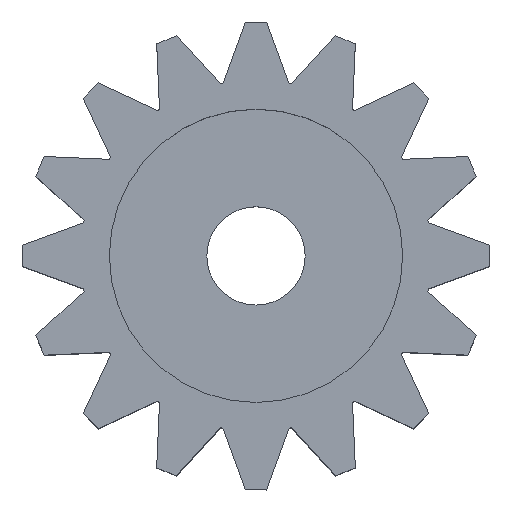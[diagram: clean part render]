
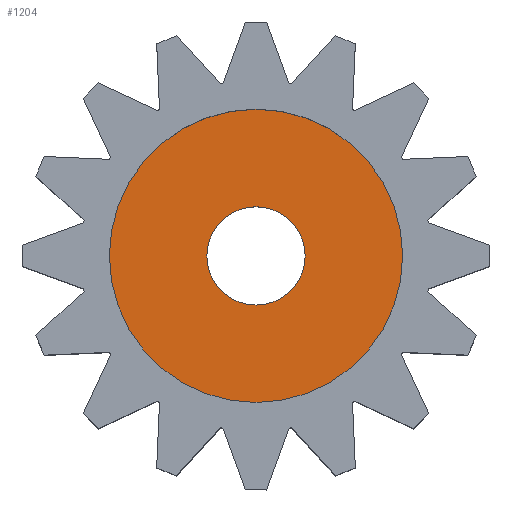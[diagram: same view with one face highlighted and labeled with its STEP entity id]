
A CAD part, top view. The second image highlights one B-rep face of the part: STEP entity #1204.
In plain terms, the highlighted planar face has unit normal (0, 0, 1).
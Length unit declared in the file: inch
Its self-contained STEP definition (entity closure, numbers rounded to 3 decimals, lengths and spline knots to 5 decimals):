
#81 = EDGE_LOOP ( 'NONE', ( #1442, #1546 ) ) ;
#176 = AXIS2_PLACEMENT_3D ( 'NONE', #312, #300, #243 ) ;
#243 = DIRECTION ( 'NONE',  ( 1., 0., 0. ) ) ;
#291 = VERTEX_POINT ( 'NONE', #331 ) ;
#300 = DIRECTION ( 'NONE',  ( 0., 0., 1. ) ) ;
#312 = CARTESIAN_POINT ( 'NONE',  ( 0., 0., 0.045 ) ) ;
#331 = CARTESIAN_POINT ( 'NONE',  ( -0.17625, 0., 0.045 ) ) ;
#396 = CARTESIAN_POINT ( 'NONE',  ( -0.05906, 0., 0.045 ) ) ;
#572 = AXIS2_PLACEMENT_3D ( 'NONE', #2422, #2387, #2380 ) ;
#699 = CIRCLE ( 'NONE', #1121, 0.05906 ) ;
#872 = VERTEX_POINT ( 'NONE', #396 ) ;
#1079 = FACE_OUTER_BOUND ( 'NONE', #1364, .T. ) ;
#1121 = AXIS2_PLACEMENT_3D ( 'NONE', #3988, #3412, #3114 ) ;
#1166 = VERTEX_POINT ( 'NONE', #2669 ) ;
#1204 = ADVANCED_FACE ( 'NONE', ( #1079, #2818 ), #2394, .T. ) ;
#1223 = AXIS2_PLACEMENT_3D ( 'NONE', #3735, #3728, #3724 ) ;
#1295 = EDGE_CURVE ( 'NONE', #2810, #291, #2332, .T. ) ;
#1331 = ORIENTED_EDGE ( 'NONE', *, *, #2469, .T. ) ;
#1364 = EDGE_LOOP ( 'NONE', ( #2060, #1331 ) ) ;
#1442 = ORIENTED_EDGE ( 'NONE', *, *, #2710, .T. ) ;
#1546 = ORIENTED_EDGE ( 'NONE', *, *, #3442, .T. ) ;
#1952 = DIRECTION ( 'NONE',  ( 1., 0., 0. ) ) ;
#1973 = DIRECTION ( 'NONE',  ( 0., 0., 1. ) ) ;
#1981 = CARTESIAN_POINT ( 'NONE',  ( 0., 0., 0.045 ) ) ;
#2060 = ORIENTED_EDGE ( 'NONE', *, *, #1295, .T. ) ;
#2332 = CIRCLE ( 'NONE', #3414, 0.17625 ) ;
#2380 = DIRECTION ( 'NONE',  ( 1., 0., 0. ) ) ;
#2387 = DIRECTION ( 'NONE',  ( 0., 0., 1. ) ) ;
#2394 = PLANE ( 'NONE',  #572 ) ;
#2422 = CARTESIAN_POINT ( 'NONE',  ( 0., 0., 0.045 ) ) ;
#2469 = EDGE_CURVE ( 'NONE', #291, #2810, #2728, .T. ) ;
#2669 = CARTESIAN_POINT ( 'NONE',  ( 0.05906, 0., 0.045 ) ) ;
#2710 = EDGE_CURVE ( 'NONE', #872, #1166, #2999, .T. ) ;
#2728 = CIRCLE ( 'NONE', #176, 0.17625 ) ;
#2769 = CARTESIAN_POINT ( 'NONE',  ( 0.17625, 0., 0.045 ) ) ;
#2810 = VERTEX_POINT ( 'NONE', #2769 ) ;
#2818 = FACE_BOUND ( 'NONE', #81, .T. ) ;
#2999 = CIRCLE ( 'NONE', #1223, 0.05906 ) ;
#3114 = DIRECTION ( 'NONE',  ( 1., 0., 0. ) ) ;
#3412 = DIRECTION ( 'NONE',  ( 0., 0., -1. ) ) ;
#3414 = AXIS2_PLACEMENT_3D ( 'NONE', #1981, #1973, #1952 ) ;
#3442 = EDGE_CURVE ( 'NONE', #1166, #872, #699, .T. ) ;
#3724 = DIRECTION ( 'NONE',  ( 1., 0., 0. ) ) ;
#3728 = DIRECTION ( 'NONE',  ( 0., 0., -1. ) ) ;
#3735 = CARTESIAN_POINT ( 'NONE',  ( 0., 0., 0.045 ) ) ;
#3988 = CARTESIAN_POINT ( 'NONE',  ( 0., 0., 0.045 ) ) ;
